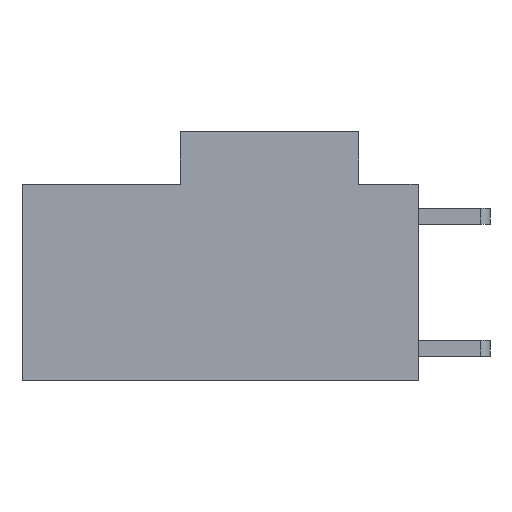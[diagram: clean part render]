
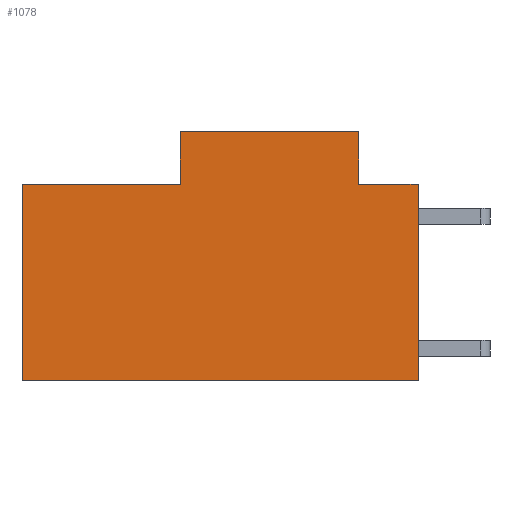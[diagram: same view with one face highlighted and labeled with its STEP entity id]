
A CAD part, left-side view. The second image highlights one B-rep face of the part: STEP entity #1078.
In plain terms, the highlighted planar face has unit normal (-1, 0, 0).
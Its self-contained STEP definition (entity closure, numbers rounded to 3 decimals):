
#176 = ORIENTED_EDGE ( 'NONE', *, *, #9715, .F. ) ;
#180 = VECTOR ( 'NONE', #8897, 1000. ) ;
#431 = VECTOR ( 'NONE', #4957, 1000. ) ;
#518 = CARTESIAN_POINT ( 'NONE',  ( -10.25, 3., 7.425 ) ) ;
#596 = LINE ( 'NONE', #4893, #431 ) ;
#670 = VECTOR ( 'NONE', #10775, 1000. ) ;
#879 = EDGE_CURVE ( 'NONE', #6351, #9471, #1908, .T. ) ;
#971 = LINE ( 'NONE', #10811, #10642 ) ;
#972 = CARTESIAN_POINT ( 'NONE',  ( -10.25, 15., 7.425 ) ) ;
#1078 = ADVANCED_FACE ( 'NONE', ( #9575 ), #2464, .F. ) ;
#1121 = CARTESIAN_POINT ( 'NONE',  ( -10.25, -10.5, 11.425 ) ) ;
#1449 = LINE ( 'NONE', #10208, #4081 ) ;
#1555 = CARTESIAN_POINT ( 'NONE',  ( -10.25, 3., 7.425 ) ) ;
#1666 = DIRECTION ( 'NONE',  ( 0., 0., -1. ) ) ;
#1908 = LINE ( 'NONE', #972, #180 ) ;
#2152 = VERTEX_POINT ( 'NONE', #5771 ) ;
#2315 = CARTESIAN_POINT ( 'NONE',  ( -10.25, 15., -7.425 ) ) ;
#2392 = EDGE_CURVE ( 'NONE', #3290, #6351, #1449, .T. ) ;
#2464 = PLANE ( 'NONE',  #10513 ) ;
#2876 = ORIENTED_EDGE ( 'NONE', *, *, #8336, .F. ) ;
#2950 = DIRECTION ( 'NONE',  ( 0., 0., -1. ) ) ;
#3116 = LINE ( 'NONE', #10116, #8676 ) ;
#3252 = EDGE_CURVE ( 'NONE', #6988, #9350, #3116, .T. ) ;
#3290 = VERTEX_POINT ( 'NONE', #2315 ) ;
#3951 = EDGE_CURVE ( 'NONE', #9350, #2152, #596, .T. ) ;
#4081 = VECTOR ( 'NONE', #4084, 1000. ) ;
#4084 = DIRECTION ( 'NONE',  ( 0., 0., 1. ) ) ;
#4665 = CARTESIAN_POINT ( 'NONE',  ( -10.25, -15., -7.425 ) ) ;
#4833 = LINE ( 'NONE', #4665, #8110 ) ;
#4893 = CARTESIAN_POINT ( 'NONE',  ( -10.25, -10.5, 7.425 ) ) ;
#4957 = DIRECTION ( 'NONE',  ( 0., -1., 0. ) ) ;
#4985 = EDGE_LOOP ( 'NONE', ( #176, #2876, #8439, #7133, #6617, #8554, #8467, #7402 ) ) ;
#5330 = CARTESIAN_POINT ( 'NONE',  ( -10.25, -15., 7.425 ) ) ;
#5771 = CARTESIAN_POINT ( 'NONE',  ( -10.25, -15., 7.425 ) ) ;
#6152 = CARTESIAN_POINT ( 'NONE',  ( -10.25, 0., 0. ) ) ;
#6351 = VERTEX_POINT ( 'NONE', #10526 ) ;
#6404 = VECTOR ( 'NONE', #9954, 1000. ) ;
#6617 = ORIENTED_EDGE ( 'NONE', *, *, #6687, .F. ) ;
#6687 = EDGE_CURVE ( 'NONE', #8628, #6988, #971, .T. ) ;
#6988 = VERTEX_POINT ( 'NONE', #1121 ) ;
#7107 = DIRECTION ( 'NONE',  ( 0., -1., 0. ) ) ;
#7133 = ORIENTED_EDGE ( 'NONE', *, *, #3252, .F. ) ;
#7334 = CARTESIAN_POINT ( 'NONE',  ( -10.25, -10.5, 7.425 ) ) ;
#7402 = ORIENTED_EDGE ( 'NONE', *, *, #2392, .F. ) ;
#7964 = DIRECTION ( 'NONE',  ( 1., 0., 0. ) ) ;
#8107 = CARTESIAN_POINT ( 'NONE',  ( -10.25, -15., -7.425 ) ) ;
#8110 = VECTOR ( 'NONE', #9972, 1000. ) ;
#8222 = EDGE_CURVE ( 'NONE', #9471, #8628, #8451, .T. ) ;
#8336 = EDGE_CURVE ( 'NONE', #2152, #10263, #8801, .T. ) ;
#8367 = CARTESIAN_POINT ( 'NONE',  ( -10.25, 3., 11.425 ) ) ;
#8439 = ORIENTED_EDGE ( 'NONE', *, *, #3951, .F. ) ;
#8451 = LINE ( 'NONE', #518, #6404 ) ;
#8467 = ORIENTED_EDGE ( 'NONE', *, *, #879, .F. ) ;
#8554 = ORIENTED_EDGE ( 'NONE', *, *, #8222, .F. ) ;
#8628 = VERTEX_POINT ( 'NONE', #8367 ) ;
#8676 = VECTOR ( 'NONE', #2950, 1000. ) ;
#8801 = LINE ( 'NONE', #5330, #670 ) ;
#8897 = DIRECTION ( 'NONE',  ( 0., -1., 0. ) ) ;
#9350 = VERTEX_POINT ( 'NONE', #7334 ) ;
#9471 = VERTEX_POINT ( 'NONE', #1555 ) ;
#9575 = FACE_OUTER_BOUND ( 'NONE', #4985, .T. ) ;
#9715 = EDGE_CURVE ( 'NONE', #10263, #3290, #4833, .T. ) ;
#9954 = DIRECTION ( 'NONE',  ( 0., 0., 1. ) ) ;
#9972 = DIRECTION ( 'NONE',  ( 0., 1., 0. ) ) ;
#10116 = CARTESIAN_POINT ( 'NONE',  ( -10.25, -10.5, 11.425 ) ) ;
#10208 = CARTESIAN_POINT ( 'NONE',  ( -10.25, 15., -7.425 ) ) ;
#10263 = VERTEX_POINT ( 'NONE', #8107 ) ;
#10513 = AXIS2_PLACEMENT_3D ( 'NONE', #6152, #7964, #1666 ) ;
#10526 = CARTESIAN_POINT ( 'NONE',  ( -10.25, 15., 7.425 ) ) ;
#10642 = VECTOR ( 'NONE', #7107, 1000. ) ;
#10775 = DIRECTION ( 'NONE',  ( 0., 0., -1. ) ) ;
#10811 = CARTESIAN_POINT ( 'NONE',  ( -10.25, 3., 11.425 ) ) ;
